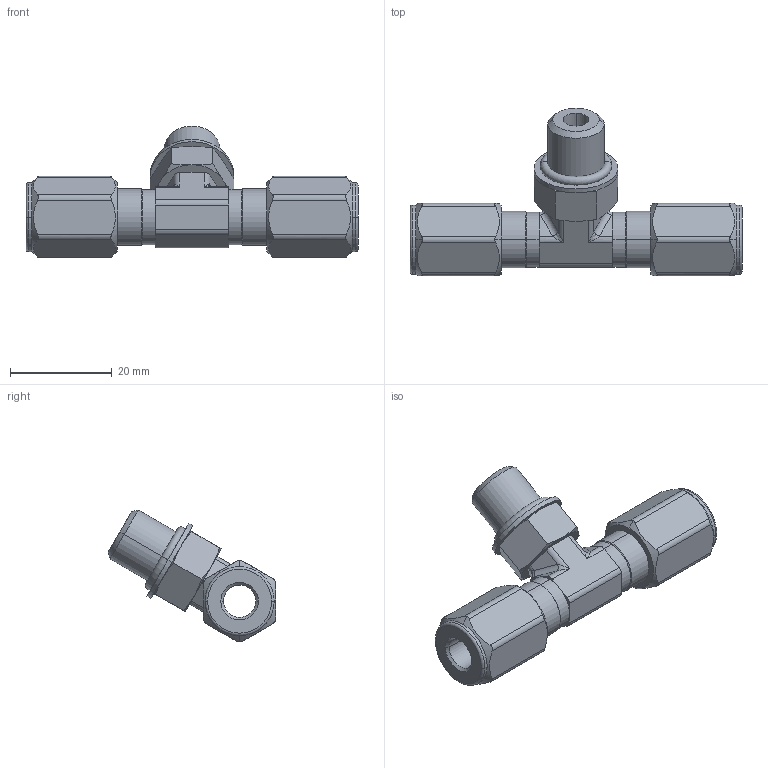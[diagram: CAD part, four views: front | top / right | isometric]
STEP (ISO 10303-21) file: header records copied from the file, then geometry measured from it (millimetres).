
FILE_DESCRIPTION((''),'2;1');
FILE_NAME('ILC30241044','2005-08-24T',('KR'),(''),'PRO/ENGINEER BY PARAMETRIC TECHNOLOGY CORPORATION, 2004290','PRO/ENGINEER BY PARAMETRIC TECHNOLOGY CORPORATION, 2004290','');
FILE_SCHEMA(('AUTOMOTIVE_DESIGN_CC2 { 1 2 10303 214 -1 1 5 2 }'));
Length unit declared in the file: inch
Products named in the file (1): ILC30241044
Bounding box: 65.28 x 32.94 x 25.93 mm (x, y, z)
Volume: 9347.5 mm3; surface area: 5923.5 mm2
Topology: 1 solids, 1 shells, 145 faces, 365 edges, 226 vertices
Faces by surface type: cylinder 53, plane 50, cone 30, bspline 6, torus 6
Entity records: 6195 total; most frequent: CARTESIAN_POINT 1548, ORIENTED_EDGE 730, DIRECTION 659, PRESENTATION_STYLE_ASSIGNMENT 372, STYLED_ITEM 366, CURVE_STYLE 365, EDGE_CURVE 365, AXIS2_PLACEMENT_3D 255
